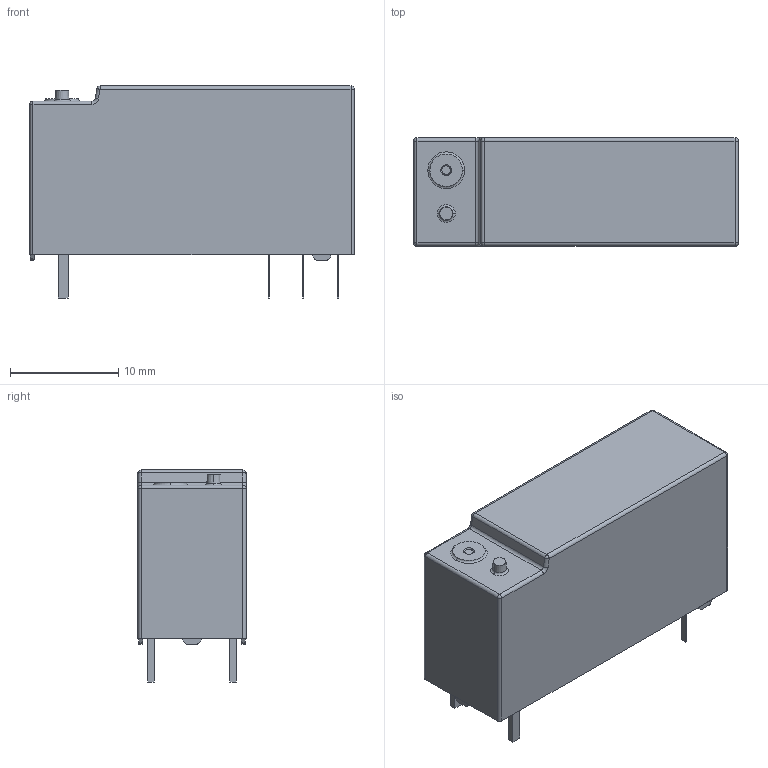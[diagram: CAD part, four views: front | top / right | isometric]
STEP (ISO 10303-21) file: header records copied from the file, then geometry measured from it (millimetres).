
FILE_DESCRIPTION (( 'STEP AP214' ), '1' );
FILE_NAME ('RM96 1P.STEP', '2014-10-01T10:05:10', ( '' ), ( '' ), 'SwSTEP 2.0', 'SolidWorks 2012', '' );
FILE_SCHEMA (( 'AUTOMOTIVE_DESIGN' ));
Length unit declared in the file: millimetre
Products named in the file (1): RM96 1P
Bounding box: 30 x 10 x 19.6 mm (x, y, z)
Volume: 4548.7 mm3; surface area: 1915 mm2
Topology: 1 solids, 1 shells, 101 faces, 236 edges, 144 vertices
Faces by surface type: plane 61, cylinder 24, torus 8, sphere 6, cone 2
Entity records: 3099 total; most frequent: CARTESIAN_POINT 524, DIRECTION 468, ORIENTED_EDGE 460, EDGE_CURVE 230, LINE 164, VECTOR 164, AXIS2_PLACEMENT_3D 152, VERTEX_POINT 144
